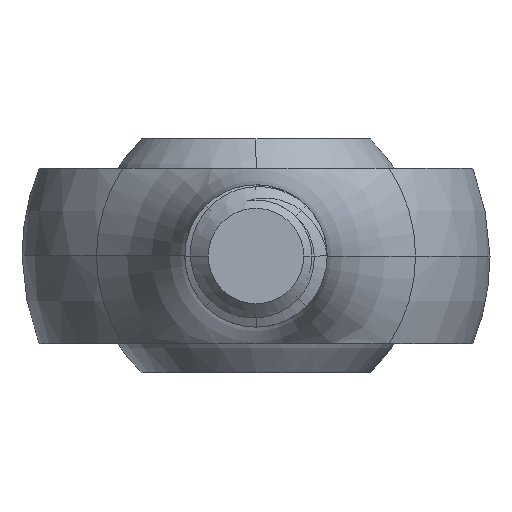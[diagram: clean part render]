
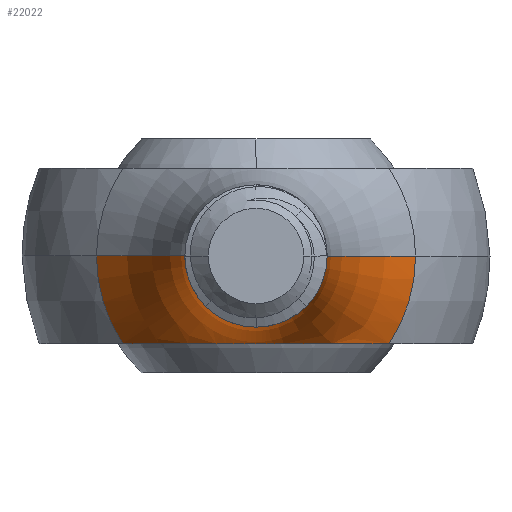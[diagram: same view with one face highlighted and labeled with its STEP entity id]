
A CAD part, front view. The second image highlights one B-rep face of the part: STEP entity #22022.
In plain terms, the highlighted toroidal (fillet/blend) face has major radius 11.835 mm and minor radius 9.422 mm.
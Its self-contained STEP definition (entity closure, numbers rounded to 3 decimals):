
#323=AXIS2_PLACEMENT_3D('Circle Axis2P3D',#321,#322,$) ;
#21815=AXIS2_PLACEMENT_3D('Circle Axis2P3D',#21813,#21814,$) ;
#21822=AXIS2_PLACEMENT_3D('Circle Axis2P3D',#21820,#21821,$) ;
#22001=AXIS2_PLACEMENT_3D('Torus Axis2P3D',#21998,#21999,#22000) ;
#22005=AXIS2_PLACEMENT_3D('Circle Axis2P3D',#22003,#22004,$) ;
#22010=AXIS2_PLACEMENT_3D('Circle Axis2P3D',#22008,#22009,$) ;
#94=CARTESIAN_POINT('Control Point',(4.519,6.893,-2.977)) ;
#95=CARTESIAN_POINT('Control Point',(4.518,6.892,-2.977)) ;
#96=CARTESIAN_POINT('Control Point',(4.516,6.891,-2.977)) ;
#97=CARTESIAN_POINT('Control Point',(4.516,6.891,-2.977)) ;
#98=CARTESIAN_POINT('Control Point',(4.145,6.601,-2.977)) ;
#99=CARTESIAN_POINT('Control Point',(3.798,6.307,-2.977)) ;
#100=CARTESIAN_POINT('Control Point',(3.475,6.015,-2.977)) ;
#101=CARTESIAN_POINT('Control Point',(2.743,5.319,-2.977)) ;
#102=CARTESIAN_POINT('Control Point',(2.127,4.681,-2.977)) ;
#103=CARTESIAN_POINT('Control Point',(1.795,4.337,-2.977)) ;
#104=CARTESIAN_POINT('Control Point',(1.268,3.82,-2.977)) ;
#105=CARTESIAN_POINT('Control Point',(0.785,3.46,-2.977)) ;
#106=CARTESIAN_POINT('Control Point',(0.59,3.343,-2.977)) ;
#107=CARTESIAN_POINT('Control Point',(0.356,3.249,-2.977)) ;
#108=CARTESIAN_POINT('Control Point',(0.124,3.216,-2.977)) ;
#109=CARTESIAN_POINT('Control Point',(0.083,3.212,-2.977)) ;
#110=CARTESIAN_POINT('Control Point',(0.042,3.21,-2.977)) ;
#111=CARTESIAN_POINT('Control Point',(0.,3.21,-2.977)) ;
#112=CARTESIAN_POINT('Vertex',(4.519,6.893,-2.977)) ;
#114=CARTESIAN_POINT('Vertex',(0.,3.21,-2.977)) ;
#118=CARTESIAN_POINT('Control Point',(0.,3.21,-2.977)) ;
#119=CARTESIAN_POINT('Control Point',(-0.001,3.21,-2.977)) ;
#120=CARTESIAN_POINT('Control Point',(-0.002,3.21,-2.977)) ;
#121=CARTESIAN_POINT('Control Point',(0.,3.21,-2.977)) ;
#122=CARTESIAN_POINT('Control Point',(-0.192,3.21,-2.977)) ;
#123=CARTESIAN_POINT('Control Point',(-0.383,3.253,-2.977)) ;
#124=CARTESIAN_POINT('Control Point',(-0.576,3.337,-2.977)) ;
#125=CARTESIAN_POINT('Control Point',(-0.968,3.579,-2.977)) ;
#126=CARTESIAN_POINT('Control Point',(-1.383,3.942,-2.977)) ;
#127=CARTESIAN_POINT('Control Point',(-1.598,4.149,-2.977)) ;
#128=CARTESIAN_POINT('Control Point',(-2.069,4.62,-2.977)) ;
#129=CARTESIAN_POINT('Control Point',(-2.6,5.165,-2.977)) ;
#130=CARTESIAN_POINT('Control Point',(-2.896,5.462,-2.977)) ;
#131=CARTESIAN_POINT('Control Point',(-3.379,5.929,-2.977)) ;
#132=CARTESIAN_POINT('Control Point',(-3.922,6.408,-2.977)) ;
#133=CARTESIAN_POINT('Control Point',(-4.114,6.57,-2.977)) ;
#134=CARTESIAN_POINT('Control Point',(-4.313,6.732,-2.977)) ;
#135=CARTESIAN_POINT('Control Point',(-4.519,6.893,-2.977)) ;
#136=CARTESIAN_POINT('Vertex',(-4.519,6.893,-2.977)) ;
#318=CARTESIAN_POINT('Vertex',(-2.413,0.,0.)) ;
#321=CARTESIAN_POINT('Axis2P3D Location',(0.,0.,0.)) ;
#325=CARTESIAN_POINT('Vertex',(2.413,0.,0.)) ;
#21813=CARTESIAN_POINT('Axis2P3D Location',(-11.835,0.,0.)) ;
#21817=CARTESIAN_POINT('Vertex',(-5.412,6.893,0.)) ;
#21820=CARTESIAN_POINT('Axis2P3D Location',(11.835,0.,0.)) ;
#21824=CARTESIAN_POINT('Vertex',(5.412,6.893,0.)) ;
#21998=CARTESIAN_POINT('Axis2P3D Location',(0.,0.,0.)) ;
#22003=CARTESIAN_POINT('Axis2P3D Location',(0.,6.893,0.)) ;
#22008=CARTESIAN_POINT('Axis2P3D Location',(0.,6.893,0.)) ;
#322=DIRECTION('Axis2P3D Direction',(0.,-1.,0.)) ;
#21814=DIRECTION('Axis2P3D Direction',(0.,0.,1.)) ;
#21821=DIRECTION('Axis2P3D Direction',(0.,0.,-1.)) ;
#21999=DIRECTION('Axis2P3D Direction',(0.,-1.,-0.)) ;
#22000=DIRECTION('Axis2P3D XDirection',(-1.,0.,0.)) ;
#22004=DIRECTION('Axis2P3D Direction',(0.,-1.,0.)) ;
#22009=DIRECTION('Axis2P3D Direction',(0.,-1.,0.)) ;
#22014=ORIENTED_EDGE('',*,*,#327,.F.) ;
#22015=ORIENTED_EDGE('',*,*,#21819,.T.) ;
#22016=ORIENTED_EDGE('',*,*,#22007,.T.) ;
#22017=ORIENTED_EDGE('',*,*,#138,.F.) ;
#22018=ORIENTED_EDGE('',*,*,#116,.F.) ;
#22019=ORIENTED_EDGE('',*,*,#22012,.T.) ;
#22020=ORIENTED_EDGE('',*,*,#21826,.F.) ;
#22022=ADVANCED_FACE('Cut-Extrude2',(#22021),#22002,.F.) ;
#93=B_SPLINE_CURVE_WITH_KNOTS('',5,(#94,#95,#96,#97,#98,#99,#100,#101,#102,#103,#104,#105,#106,#107,#108,#109,#110,#111),.UNSPECIFIED.,.F.,.U.,(6,3,3,3,3,6),(0.,0.011,3.879,9.441,13.359,14.201),.UNSPECIFIED.) ;
#117=B_SPLINE_CURVE_WITH_KNOTS('',5,(#118,#119,#120,#121,#122,#123,#124,#125,#126,#127,#128,#129,#130,#131,#132,#133,#134,#135),.UNSPECIFIED.,.F.,.U.,(6,3,3,3,3,6),(0.,0.006,3.925,7.849,12.053,14.208),.UNSPECIFIED.) ;
#324=CIRCLE('generated circle',#323,2.413) ;
#21816=CIRCLE('generated circle',#21815,9.422) ;
#21823=CIRCLE('generated circle',#21822,9.422) ;
#22006=CIRCLE('generated circle',#22005,5.412) ;
#22011=CIRCLE('generated circle',#22010,5.412) ;
#22002=TOROIDAL_SURFACE('homeo Torus',#22001,11.835,9.422) ;
#116=EDGE_CURVE('',#113,#115,#93,.T.) ;
#138=EDGE_CURVE('',#115,#137,#117,.T.) ;
#327=EDGE_CURVE('',#319,#326,#324,.T.) ;
#21819=EDGE_CURVE('',#319,#21818,#21816,.T.) ;
#21826=EDGE_CURVE('',#326,#21825,#21823,.T.) ;
#22007=EDGE_CURVE('',#21818,#137,#22006,.T.) ;
#22012=EDGE_CURVE('',#113,#21825,#22011,.T.) ;
#22013=EDGE_LOOP('',(#22014,#22015,#22016,#22017,#22018,#22019,#22020)) ;
#22021=FACE_OUTER_BOUND('',#22013,.T.) ;
#113=VERTEX_POINT('',#112) ;
#115=VERTEX_POINT('',#114) ;
#137=VERTEX_POINT('',#136) ;
#319=VERTEX_POINT('',#318) ;
#326=VERTEX_POINT('',#325) ;
#21818=VERTEX_POINT('',#21817) ;
#21825=VERTEX_POINT('',#21824) ;
